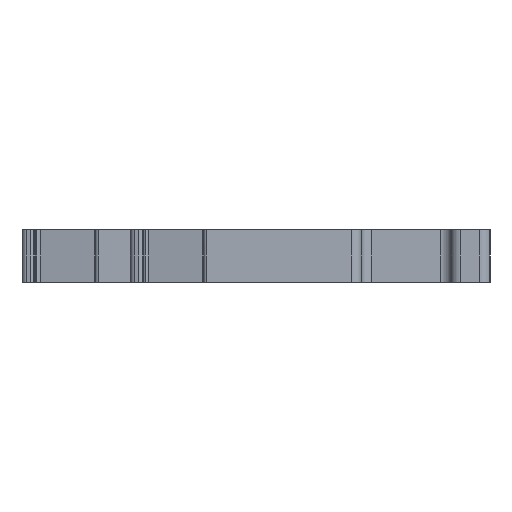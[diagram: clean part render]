
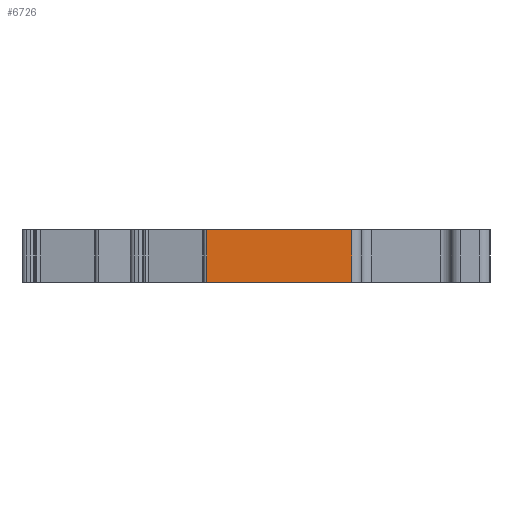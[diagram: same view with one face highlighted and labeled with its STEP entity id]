
A CAD part, left-side view. The second image highlights one B-rep face of the part: STEP entity #6726.
In plain terms, the highlighted planar face has unit normal (-1, 0, 0).
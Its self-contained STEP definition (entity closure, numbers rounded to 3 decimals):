
#131=DIRECTION('',(0.,1.,0.));
#132=VECTOR('',#131,14.159);
#133=CARTESIAN_POINT('',(-44.774,-9.99,5.15));
#134=LINE('',#133,#132);
#901=DIRECTION('',(0.,-1.,0.));
#902=VECTOR('',#901,14.159);
#903=CARTESIAN_POINT('',(-44.774,4.169,0.));
#904=LINE('',#903,#902);
#2471=DIRECTION('',(0.,0.,1.));
#2472=VECTOR('',#2471,5.15);
#2473=CARTESIAN_POINT('',(-44.774,4.169,0.));
#2474=LINE('',#2473,#2472);
#2475=DIRECTION('',(0.,0.,-1.));
#2476=VECTOR('',#2475,5.15);
#2477=CARTESIAN_POINT('',(-44.774,-9.99,5.15));
#2478=LINE('',#2477,#2476);
#2853=CARTESIAN_POINT('',(-44.774,4.169,0.));
#2854=CARTESIAN_POINT('',(-44.774,4.169,5.15));
#2855=VERTEX_POINT('',#2853);
#2856=VERTEX_POINT('',#2854);
#2857=CARTESIAN_POINT('',(-44.774,-9.99,5.15));
#2858=CARTESIAN_POINT('',(-44.774,-9.99,0.));
#2859=VERTEX_POINT('',#2857);
#2860=VERTEX_POINT('',#2858);
#6714=CARTESIAN_POINT('',(-44.774,-9.99,5.15));
#6715=DIRECTION('',(1.,0.,0.));
#6716=DIRECTION('',(0.,0.,1.));
#6717=AXIS2_PLACEMENT_3D('',#6714,#6715,#6716);
#6718=PLANE('',#6717);
#6719=ORIENTED_EDGE('',*,*,#6708,.T.);
#6720=ORIENTED_EDGE('',*,*,#3677,.F.);
#6722=ORIENTED_EDGE('',*,*,#6721,.T.);
#6723=ORIENTED_EDGE('',*,*,#4194,.F.);
#6724=EDGE_LOOP('',(#6719,#6720,#6722,#6723));
#6725=FACE_OUTER_BOUND('',#6724,.F.);
#3677=EDGE_CURVE('',#2859,#2856,#134,.T.);
#4194=EDGE_CURVE('',#2855,#2860,#904,.T.);
#6708=EDGE_CURVE('',#2855,#2856,#2474,.T.);
#6721=EDGE_CURVE('',#2859,#2860,#2478,.T.);
#6726=ADVANCED_FACE('',(#6725),#6718,.F.);
